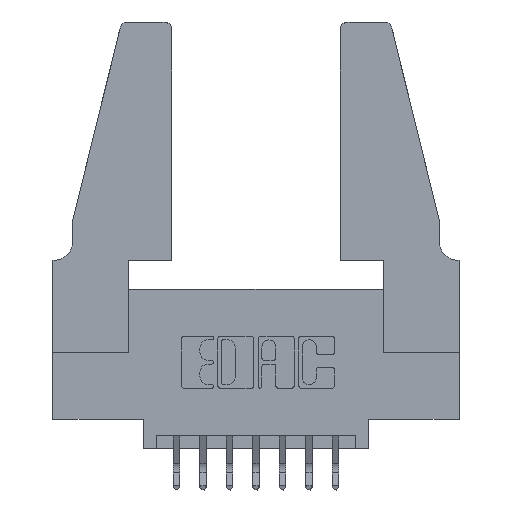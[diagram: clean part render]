
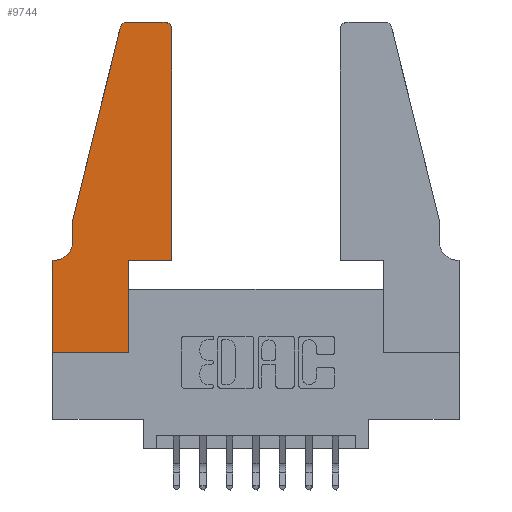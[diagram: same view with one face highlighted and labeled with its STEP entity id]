
A CAD part, top view. The second image highlights one B-rep face of the part: STEP entity #9744.
In plain terms, the highlighted planar face has unit normal (0, 0, 1).
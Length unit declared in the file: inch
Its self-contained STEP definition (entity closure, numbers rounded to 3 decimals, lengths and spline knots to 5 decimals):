
#98 = EDGE_CURVE ( 'NONE', #5370, #6589, #5379, .T. ) ;
#199 = CARTESIAN_POINT ( 'NONE',  ( 0.284, 1.25, 0.37 ) ) ;
#260 = ORIENTED_EDGE ( 'NONE', *, *, #4696, .T. ) ;
#277 = DIRECTION ( 'NONE',  ( 0., 1., 0. ) ) ;
#407 = ORIENTED_EDGE ( 'NONE', *, *, #3178, .T. ) ;
#532 = ORIENTED_EDGE ( 'NONE', *, *, #10533, .T. ) ;
#600 = ORIENTED_EDGE ( 'NONE', *, *, #7716, .T. ) ;
#706 = VECTOR ( 'NONE', #8068, 39.37008 ) ;
#767 = VECTOR ( 'NONE', #5674, 39.37008 ) ;
#897 = ORIENTED_EDGE ( 'NONE', *, *, #11220, .T. ) ;
#982 = CIRCLE ( 'NONE', #1267, 0.03 ) ;
#1267 = AXIS2_PLACEMENT_3D ( 'NONE', #12216, #4266, #11097 ) ;
#2219 = ORIENTED_EDGE ( 'NONE', *, *, #2546, .T. ) ;
#2438 = CARTESIAN_POINT ( 'NONE',  ( 0.0055, 0.42, 0.37 ) ) ;
#2443 = AXIS2_PLACEMENT_3D ( 'NONE', #12165, #9073, #10093 ) ;
#2546 = EDGE_CURVE ( 'NONE', #7754, #7706, #5798, .T. ) ;
#2811 = DIRECTION ( 'NONE',  ( -1., 0., 0. ) ) ;
#2892 = CARTESIAN_POINT ( 'NONE',  ( 0.0755, 0.42, 0.37 ) ) ;
#2924 = LINE ( 'NONE', #6008, #12544 ) ;
#2927 = ORIENTED_EDGE ( 'NONE', *, *, #5754, .T. ) ;
#2990 = CARTESIAN_POINT ( 'NONE',  ( 0.2865, 0.35, 0.37 ) ) ;
#3038 = VECTOR ( 'NONE', #277, 39.37008 ) ;
#3163 = VERTEX_POINT ( 'NONE', #199 ) ;
#3178 = EDGE_CURVE ( 'NONE', #3816, #3163, #2924, .T. ) ;
#3455 = FACE_OUTER_BOUND ( 'NONE', #10357, .T. ) ;
#3478 = CARTESIAN_POINT ( 'NONE',  ( 0.4505, 0.35, 0.37 ) ) ;
#3587 = CARTESIAN_POINT ( 'NONE',  ( 0.0755, 0.5, 0.37 ) ) ;
#3692 = CARTESIAN_POINT ( 'NONE',  ( 0.0755, 0.35, 0.37 ) ) ;
#3728 = CARTESIAN_POINT ( 'NONE',  ( 0.4505, 0.35, 0.37 ) ) ;
#3757 = CARTESIAN_POINT ( 'NONE',  ( 0.4205, 1.25, 0.37 ) ) ;
#3816 = VERTEX_POINT ( 'NONE', #3757 ) ;
#3862 = ORIENTED_EDGE ( 'NONE', *, *, #7256, .T. ) ;
#3882 = ORIENTED_EDGE ( 'NONE', *, *, #9988, .T. ) ;
#4266 = DIRECTION ( 'NONE',  ( 0., 0., 1. ) ) ;
#4378 = CARTESIAN_POINT ( 'NONE',  ( 0., 0.35, 0.37 ) ) ;
#4696 = EDGE_CURVE ( 'NONE', #7706, #6351, #4797, .T. ) ;
#4797 = LINE ( 'NONE', #7850, #8169 ) ;
#5147 = CARTESIAN_POINT ( 'NONE',  ( 0., 0., 0.37 ) ) ;
#5201 = VERTEX_POINT ( 'NONE', #6711 ) ;
#5370 = VERTEX_POINT ( 'NONE', #7866 ) ;
#5379 = LINE ( 'NONE', #6057, #11703 ) ;
#5674 = DIRECTION ( 'NONE',  ( -1., 0., 0. ) ) ;
#5754 = EDGE_CURVE ( 'NONE', #6351, #12329, #12323, .T. ) ;
#5798 = LINE ( 'NONE', #7958, #10721 ) ;
#5967 = DIRECTION ( 'NONE',  ( -1., 0., 0. ) ) ;
#6008 = CARTESIAN_POINT ( 'NONE',  ( 0.2605, 1.25, 0.37 ) ) ;
#6057 = CARTESIAN_POINT ( 'NONE',  ( 0.0755, 0.5, 0.37 ) ) ;
#6148 = AXIS2_PLACEMENT_3D ( 'NONE', #8470, #10443, #6431 ) ;
#6351 = VERTEX_POINT ( 'NONE', #2990 ) ;
#6379 = CIRCLE ( 'NONE', #2443, 0.03 ) ;
#6431 = DIRECTION ( 'NONE',  ( 1., 0., 0. ) ) ;
#6440 = CARTESIAN_POINT ( 'NONE',  ( 0.25487, 1.22718, 0.37 ) ) ;
#6469 = PLANE ( 'NONE',  #6148 ) ;
#6589 = VERTEX_POINT ( 'NONE', #2892 ) ;
#6663 = EDGE_CURVE ( 'NONE', #11563, #3816, #6379, .T. ) ;
#6711 = CARTESIAN_POINT ( 'NONE',  ( 0.0055, 0.35, 0.37 ) ) ;
#6918 = VECTOR ( 'NONE', #10369, 39.37008 ) ;
#7025 = ORIENTED_EDGE ( 'NONE', *, *, #6663, .T. ) ;
#7176 = CIRCLE ( 'NONE', #11548, 0.07 ) ;
#7256 = EDGE_CURVE ( 'NONE', #12329, #11563, #9729, .T. ) ;
#7706 = VERTEX_POINT ( 'NONE', #11481 ) ;
#7716 = EDGE_CURVE ( 'NONE', #5201, #8796, #8634, .T. ) ;
#7754 = VERTEX_POINT ( 'NONE', #12546 ) ;
#7850 = CARTESIAN_POINT ( 'NONE',  ( 0.2865, 0.35, 0.37 ) ) ;
#7866 = CARTESIAN_POINT ( 'NONE',  ( 0.0755, 0.5, 0.37 ) ) ;
#7958 = CARTESIAN_POINT ( 'NONE',  ( 0., 0., 0.37 ) ) ;
#7974 = DIRECTION ( 'NONE',  ( 0., 0., -1. ) ) ;
#8068 = DIRECTION ( 'NONE',  ( 0., -1., 0. ) ) ;
#8169 = VECTOR ( 'NONE', #8867, 39.37008 ) ;
#8470 = CARTESIAN_POINT ( 'NONE',  ( 0., 0.35, 0.37 ) ) ;
#8634 = LINE ( 'NONE', #3692, #767 ) ;
#8796 = VERTEX_POINT ( 'NONE', #4378 ) ;
#8867 = DIRECTION ( 'NONE',  ( 0., 1., 0. ) ) ;
#8879 = LINE ( 'NONE', #5147, #706 ) ;
#8887 = LINE ( 'NONE', #3587, #11813 ) ;
#9073 = DIRECTION ( 'NONE',  ( 0., 0., 1. ) ) ;
#9729 = LINE ( 'NONE', #12122, #3038 ) ;
#9744 = ADVANCED_FACE ( 'NONE', ( #3455 ), #6469, .T. ) ;
#9988 = EDGE_CURVE ( 'NONE', #12684, #5370, #8887, .T. ) ;
#10076 = ORIENTED_EDGE ( 'NONE', *, *, #98, .T. ) ;
#10093 = DIRECTION ( 'NONE',  ( 1., 0., 0. ) ) ;
#10351 = ORIENTED_EDGE ( 'NONE', *, *, #11367, .T. ) ;
#10357 = EDGE_LOOP ( 'NONE', ( #407, #10351, #3882, #10076, #532, #600, #897, #2219, #260, #2927, #3862, #7025 ) ) ;
#10369 = DIRECTION ( 'NONE',  ( 1., 0., 0. ) ) ;
#10443 = DIRECTION ( 'NONE',  ( 0., 0., 1. ) ) ;
#10533 = EDGE_CURVE ( 'NONE', #6589, #5201, #7176, .T. ) ;
#10721 = VECTOR ( 'NONE', #11862, 39.37008 ) ;
#10953 = DIRECTION ( 'NONE',  ( 0., -1., 0. ) ) ;
#11097 = DIRECTION ( 'NONE',  ( 1., 0., 0. ) ) ;
#11220 = EDGE_CURVE ( 'NONE', #8796, #7754, #8879, .T. ) ;
#11367 = EDGE_CURVE ( 'NONE', #3163, #12684, #982, .T. ) ;
#11408 = CARTESIAN_POINT ( 'NONE',  ( 0.4505, 1.22, 0.37 ) ) ;
#11481 = CARTESIAN_POINT ( 'NONE',  ( 0.2865, 0., 0.37 ) ) ;
#11548 = AXIS2_PLACEMENT_3D ( 'NONE', #2438, #7974, #2811 ) ;
#11563 = VERTEX_POINT ( 'NONE', #11408 ) ;
#11703 = VECTOR ( 'NONE', #10953, 39.37008 ) ;
#11813 = VECTOR ( 'NONE', #12408, 39.37008 ) ;
#11862 = DIRECTION ( 'NONE',  ( 1., 0., 0. ) ) ;
#12122 = CARTESIAN_POINT ( 'NONE',  ( 0.4505, 0.35, 0.37 ) ) ;
#12165 = CARTESIAN_POINT ( 'NONE',  ( 0.4205, 1.22, 0.37 ) ) ;
#12216 = CARTESIAN_POINT ( 'NONE',  ( 0.284, 1.22, 0.37 ) ) ;
#12323 = LINE ( 'NONE', #3478, #6918 ) ;
#12329 = VERTEX_POINT ( 'NONE', #3728 ) ;
#12408 = DIRECTION ( 'NONE',  ( -0.239, -0.971, 0. ) ) ;
#12544 = VECTOR ( 'NONE', #5967, 39.37008 ) ;
#12546 = CARTESIAN_POINT ( 'NONE',  ( 0., 0., 0.37 ) ) ;
#12684 = VERTEX_POINT ( 'NONE', #6440 ) ;
